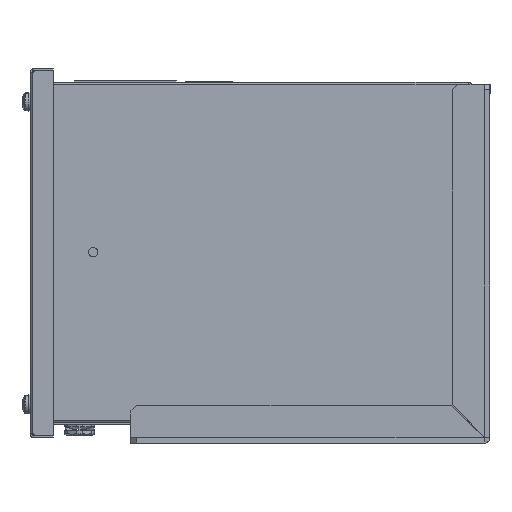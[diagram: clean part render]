
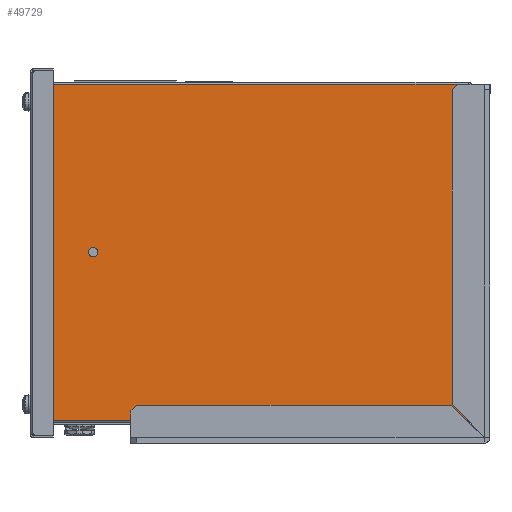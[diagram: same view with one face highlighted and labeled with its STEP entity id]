
A CAD part, left-side view. The second image highlights one B-rep face of the part: STEP entity #49729.
In plain terms, the highlighted planar face has unit normal (-1, 0, 0).
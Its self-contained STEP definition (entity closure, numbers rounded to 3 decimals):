
#1306 = DIRECTION ( 'NONE',  ( 0., -1., 0. ) ) ;
#2325 = ORIENTED_EDGE ( 'NONE', *, *, #12568, .F. ) ;
#3250 = ORIENTED_EDGE ( 'NONE', *, *, #11233, .F. ) ;
#3938 = VECTOR ( 'NONE', #33574, 1000. ) ;
#5083 = LINE ( 'NONE', #34312, #3938 ) ;
#5304 = VECTOR ( 'NONE', #103155, 1000. ) ;
#5636 = DIRECTION ( 'NONE',  ( 0., -1., 0. ) ) ;
#5753 = CARTESIAN_POINT ( 'NONE',  ( -140., 113.9, -178.9 ) ) ;
#11233 = EDGE_CURVE ( 'NONE', #100136, #82035, #47938, .T. ) ;
#11430 = LINE ( 'NONE', #85363, #76331 ) ;
#11875 = CARTESIAN_POINT ( 'NONE',  ( -140., -113.9, -1.9 ) ) ;
#12568 = EDGE_CURVE ( 'NONE', #83310, #32559, #94937, .T. ) ;
#14186 = AXIS2_PLACEMENT_3D ( 'NONE', #104521, #45171, #40691 ) ;
#16381 = CARTESIAN_POINT ( 'NONE',  ( -140., 113.4, -1.9 ) ) ;
#17106 = EDGE_CURVE ( 'NONE', #109308, #109308, #103164, .T. ) ;
#17122 = CARTESIAN_POINT ( 'NONE',  ( -140., -113.4, -1.9 ) ) ;
#17438 = ORIENTED_EDGE ( 'NONE', *, *, #77273, .F. ) ;
#17583 = DIRECTION ( 'NONE',  ( 0., 0., 1. ) ) ;
#18474 = CARTESIAN_POINT ( 'NONE',  ( -140., -113.9, -178.859 ) ) ;
#20069 = CARTESIAN_POINT ( 'NONE',  ( -140., -113.4, -1.9 ) ) ;
#21280 = EDGE_CURVE ( 'NONE', #71293, #100136, #11430, .T. ) ;
#22306 = EDGE_LOOP ( 'NONE', ( #45354, #88768, #39060, #42551, #23249, #3250, #37886, #62679, #17438, #45904, #55990, #2325 ) ) ;
#23249 = ORIENTED_EDGE ( 'NONE', *, *, #72690, .T. ) ;
#23908 = ORIENTED_EDGE ( 'NONE', *, *, #17106, .F. ) ;
#25005 = VECTOR ( 'NONE', #77839, 1000. ) ;
#25384 = VECTOR ( 'NONE', #36455, 1000. ) ;
#25560 = DIRECTION ( 'NONE',  ( 0., 0., -1. ) ) ;
#26744 = CARTESIAN_POINT ( 'NONE',  ( -140., 113.4, 0. ) ) ;
#26931 = CARTESIAN_POINT ( 'NONE',  ( -140., 113.9, -1.9 ) ) ;
#27759 = LINE ( 'NONE', #26744, #5304 ) ;
#28589 = VERTEX_POINT ( 'NONE', #37560 ) ;
#28940 = EDGE_CURVE ( 'NONE', #106916, #28589, #70096, .T. ) ;
#32559 = VERTEX_POINT ( 'NONE', #11875 ) ;
#33013 = EDGE_CURVE ( 'NONE', #105608, #59351, #33571, .T. ) ;
#33571 = LINE ( 'NONE', #62450, #53420 ) ;
#33574 = DIRECTION ( 'NONE',  ( 0., 0., -1. ) ) ;
#33619 = VERTEX_POINT ( 'NONE', #87242 ) ;
#33981 = FACE_OUTER_BOUND ( 'NONE', #22306, .T. ) ;
#34312 = CARTESIAN_POINT ( 'NONE',  ( -140., 113.9, -1.1 ) ) ;
#34503 = CARTESIAN_POINT ( 'NONE',  ( -140., 113.4, -1.1 ) ) ;
#34517 = VECTOR ( 'NONE', #1306, 1000. ) ;
#34938 = EDGE_CURVE ( 'NONE', #33619, #83310, #68096, .T. ) ;
#36455 = DIRECTION ( 'NONE',  ( 0., 1., 0. ) ) ;
#37560 = CARTESIAN_POINT ( 'NONE',  ( -140., -113.859, -178.859 ) ) ;
#37886 = ORIENTED_EDGE ( 'NONE', *, *, #21280, .F. ) ;
#38296 = CARTESIAN_POINT ( 'NONE',  ( -140., 85., -87.5 ) ) ;
#39060 = ORIENTED_EDGE ( 'NONE', *, *, #52918, .F. ) ;
#39289 = EDGE_CURVE ( 'NONE', #106916, #32559, #105208, .T. ) ;
#40691 = DIRECTION ( 'NONE',  ( 0., 0., -1. ) ) ;
#42551 = ORIENTED_EDGE ( 'NONE', *, *, #33013, .F. ) ;
#43651 = VECTOR ( 'NONE', #65297, 1000. ) ;
#45171 = DIRECTION ( 'NONE',  ( 1., 0., 0. ) ) ;
#45354 = ORIENTED_EDGE ( 'NONE', *, *, #34938, .F. ) ;
#45528 = PLANE ( 'NONE',  #14186 ) ;
#45904 = ORIENTED_EDGE ( 'NONE', *, *, #28940, .F. ) ;
#47140 = VECTOR ( 'NONE', #5636, 1000. ) ;
#47938 = LINE ( 'NONE', #104306, #25384 ) ;
#49541 = VERTEX_POINT ( 'NONE', #34503 ) ;
#49729 = ADVANCED_FACE ( 'NONE', ( #79021, #33981 ), #45528, .F. ) ;
#50346 = DIRECTION ( 'NONE',  ( -1., 0., 0. ) ) ;
#52918 = EDGE_CURVE ( 'NONE', #59351, #49541, #27759, .T. ) ;
#53175 = CARTESIAN_POINT ( 'NONE',  ( -140., -113.9, -178.9 ) ) ;
#53420 = VECTOR ( 'NONE', #71007, 1000. ) ;
#53440 = EDGE_LOOP ( 'NONE', ( #23908 ) ) ;
#55990 = ORIENTED_EDGE ( 'NONE', *, *, #39289, .T. ) ;
#56292 = CARTESIAN_POINT ( 'NONE',  ( -140., -117.4, -1.9 ) ) ;
#57436 = EDGE_CURVE ( 'NONE', #71293, #70337, #86121, .T. ) ;
#59351 = VERTEX_POINT ( 'NONE', #16381 ) ;
#59633 = LINE ( 'NONE', #102822, #34517 ) ;
#60171 = DIRECTION ( 'NONE',  ( 0., 0., -1. ) ) ;
#62450 = CARTESIAN_POINT ( 'NONE',  ( -140., 0., -1.9 ) ) ;
#62679 = ORIENTED_EDGE ( 'NONE', *, *, #57436, .T. ) ;
#65297 = DIRECTION ( 'NONE',  ( 0., -1., 0. ) ) ;
#68096 = LINE ( 'NONE', #17122, #82709 ) ;
#70096 = LINE ( 'NONE', #86426, #25005 ) ;
#70337 = VERTEX_POINT ( 'NONE', #75887 ) ;
#71007 = DIRECTION ( 'NONE',  ( 0., -1., 0. ) ) ;
#71105 = AXIS2_PLACEMENT_3D ( 'NONE', #101197, #50346, #109722 ) ;
#71293 = VERTEX_POINT ( 'NONE', #102127 ) ;
#72690 = EDGE_CURVE ( 'NONE', #105608, #82035, #5083, .T. ) ;
#72974 = CARTESIAN_POINT ( 'NONE',  ( -140., 113.859, -178.859 ) ) ;
#75887 = CARTESIAN_POINT ( 'NONE',  ( -140., -113.859, -178.9 ) ) ;
#76331 = VECTOR ( 'NONE', #17583, 1000. ) ;
#77273 = EDGE_CURVE ( 'NONE', #28589, #70337, #108153, .T. ) ;
#77839 = DIRECTION ( 'NONE',  ( 0., 1., 0. ) ) ;
#79021 = FACE_BOUND ( 'NONE', #53440, .T. ) ;
#82035 = VERTEX_POINT ( 'NONE', #89047 ) ;
#82709 = VECTOR ( 'NONE', #25560, 1000. ) ;
#82882 = VECTOR ( 'NONE', #60171, 1000. ) ;
#83310 = VERTEX_POINT ( 'NONE', #20069 ) ;
#85363 = CARTESIAN_POINT ( 'NONE',  ( -140., 113.859, 0. ) ) ;
#86121 = LINE ( 'NONE', #5753, #43651 ) ;
#86426 = CARTESIAN_POINT ( 'NONE',  ( -140., 0., -178.859 ) ) ;
#87242 = CARTESIAN_POINT ( 'NONE',  ( -140., -113.4, -1.1 ) ) ;
#88768 = ORIENTED_EDGE ( 'NONE', *, *, #91599, .F. ) ;
#89047 = CARTESIAN_POINT ( 'NONE',  ( -140., 113.9, -178.859 ) ) ;
#91599 = EDGE_CURVE ( 'NONE', #49541, #33619, #59633, .T. ) ;
#94937 = LINE ( 'NONE', #56292, #47140 ) ;
#100136 = VERTEX_POINT ( 'NONE', #72974 ) ;
#101197 = CARTESIAN_POINT ( 'NONE',  ( -140., 85., -90. ) ) ;
#102127 = CARTESIAN_POINT ( 'NONE',  ( -140., 113.859, -178.9 ) ) ;
#102541 = CARTESIAN_POINT ( 'NONE',  ( -140., -113.859, 0. ) ) ;
#102822 = CARTESIAN_POINT ( 'NONE',  ( -140., -115., -1.1 ) ) ;
#103155 = DIRECTION ( 'NONE',  ( 0., 0., 1. ) ) ;
#103164 = CIRCLE ( 'NONE', #71105, 2.5 ) ;
#104020 = DIRECTION ( 'NONE',  ( 0., 0., 1. ) ) ;
#104306 = CARTESIAN_POINT ( 'NONE',  ( -140., 0., -178.859 ) ) ;
#104521 = CARTESIAN_POINT ( 'NONE',  ( -140., 0., 0. ) ) ;
#105208 = LINE ( 'NONE', #53175, #107859 ) ;
#105608 = VERTEX_POINT ( 'NONE', #26931 ) ;
#106916 = VERTEX_POINT ( 'NONE', #18474 ) ;
#107859 = VECTOR ( 'NONE', #104020, 1000. ) ;
#108153 = LINE ( 'NONE', #102541, #82882 ) ;
#109308 = VERTEX_POINT ( 'NONE', #38296 ) ;
#109722 = DIRECTION ( 'NONE',  ( 0., 0., 1. ) ) ;
